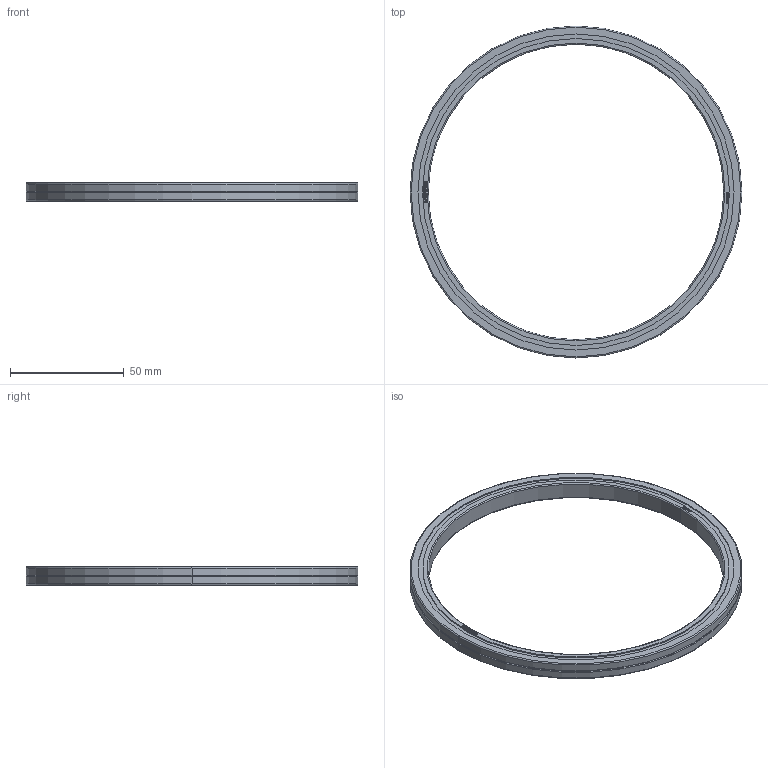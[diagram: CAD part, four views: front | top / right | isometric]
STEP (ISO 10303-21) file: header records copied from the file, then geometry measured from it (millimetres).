
FILE_DESCRIPTION (( 'STEP AP203' ), '1' );
FILE_NAME ('ERBS13008.STEP', '2021-12-27T03:21:23', ( 'ｺ耙ﾇｵ酘ﾔ' ), ( 'ｺ耙ﾇｵ酘ﾔ' ), 'SwSTEP 2.0', 'SolidWorks 2020', '' );
FILE_SCHEMA (( 'CONFIG_CONTROL_DESIGN' ));
Products named in the file (1): ERBS13008
Bounding box: 146 x 146 x 8 mm (x, y, z)
Volume: 26733.9 mm3; surface area: 14538.1 mm2
Topology: 1 solids, 1 shells, 1236 faces, 3518 edges, 2339 vertices
Faces by surface type: plane 821, bspline 383, cylinder 20, torus 8, cone 4
Entity records: 54603 total; most frequent: CARTESIAN_POINT 24949, ORIENTED_EDGE 7036, DIRECTION 4506, EDGE_CURVE 3518, VECTOR 2690, LINE 2690, VERTEX_POINT 2339, EDGE_LOOP 1293
